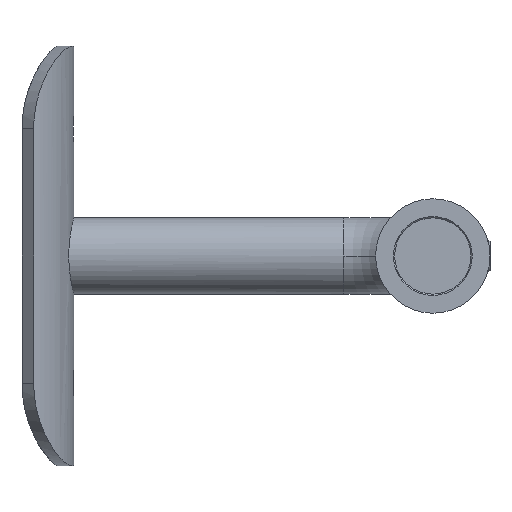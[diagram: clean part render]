
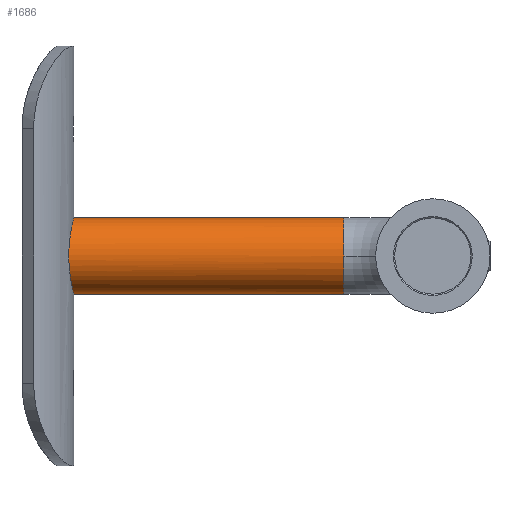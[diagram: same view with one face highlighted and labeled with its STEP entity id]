
A CAD part, left-side view. The second image highlights one B-rep face of the part: STEP entity #1686.
In plain terms, the highlighted cylindrical face has radius 6 mm (diameter 12 mm), a partial arc.
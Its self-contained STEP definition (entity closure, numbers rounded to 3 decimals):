
#18 = DIRECTION ( 'NONE',  ( 0., -1., 0. ) ) ;
#58 = DIRECTION ( 'NONE',  ( 0., 0., -1. ) ) ;
#141 = CARTESIAN_POINT ( 'NONE',  ( 61.308, 57.193, 1.938 ) ) ;
#152 = CARTESIAN_POINT ( 'NONE',  ( 61.078, 57.252, -0.986 ) ) ;
#166 = CARTESIAN_POINT ( 'NONE',  ( 67., 56.5, 6. ) ) ;
#178 = CARTESIAN_POINT ( 'NONE',  ( 63.337, 56.783, -4.768 ) ) ;
#189 = CARTESIAN_POINT ( 'NONE',  ( 61.194, 57.222, -1.562 ) ) ;
#199 = CARTESIAN_POINT ( 'NONE',  ( 64.342, 56.649, -5.383 ) ) ;
#217 = DIRECTION ( 'NONE',  ( 0., 0., -1. ) ) ;
#226 = AXIS2_PLACEMENT_3D ( 'NONE', #1114, #729, #217 ) ;
#232 = CARTESIAN_POINT ( 'NONE',  ( 67., 14., 0. ) ) ;
#315 = DIRECTION ( 'NONE',  ( 0., 1., 0. ) ) ;
#327 = CARTESIAN_POINT ( 'NONE',  ( 66.21, 56.51, 5.961 ) ) ;
#345 = CARTESIAN_POINT ( 'NONE',  ( 63.037, 56.833, 4.509 ) ) ;
#367 = CARTESIAN_POINT ( 'NONE',  ( 61.793, 57.078, 3.006 ) ) ;
#384 = VERTEX_POINT ( 'NONE', #1201 ) ;
#447 = VERTEX_POINT ( 'NONE', #1466 ) ;
#477 = B_SPLINE_CURVE_WITH_KNOTS ( 'NONE', 3,
 ( #534, #1443, #1425, #1817, #750, #916, #199, #735, #890, #178, #1960, #705, #1809, #695, #1616, #1626, #543, #680, #189, #152, #1415, #2112, #868, #1775, #1073, #1970, #141, #1404, #367, #2307, #2101, #1460, #1929, #1950, #345, #907, #1429, #2136, #1225, #1058, #2321, #327, #1591, #166 ),
 .UNSPECIFIED., .F., .F.,
 ( 4, 2, 2, 2, 2, 2, 2, 2, 2, 2, 2, 2, 2, 2, 2, 2, 2, 2, 2, 2, 2, 4 ),
 ( 0.019, 0.02, 0.021, 0.022, 0.022, 0.024, 0.024, 0.025, 0.026, 0.027, 0.028, 0.028, 0.029, 0.031, 0.032, 0.032, 0.033, 0.034, 0.034, 0.035, 0.036, 0.038 ),
 .UNSPECIFIED. ) ;
#534 = CARTESIAN_POINT ( 'NONE',  ( 67., 56.5, -6. ) ) ;
#543 = CARTESIAN_POINT ( 'NONE',  ( 61.612, 57.12, -2.669 ) ) ;
#645 = AXIS2_PLACEMENT_3D ( 'NONE', #232, #18, #58 ) ;
#679 = CARTESIAN_POINT ( 'NONE',  ( 67., 14., 6. ) ) ;
#680 = CARTESIAN_POINT ( 'NONE',  ( 61.308, 57.193, -1.939 ) ) ;
#695 = CARTESIAN_POINT ( 'NONE',  ( 62.238, 56.983, -3.656 ) ) ;
#705 = CARTESIAN_POINT ( 'NONE',  ( 62.621, 56.908, -4.106 ) ) ;
#729 = DIRECTION ( 'NONE',  ( 0., -1., 0. ) ) ;
#735 = CARTESIAN_POINT ( 'NONE',  ( 63.995, 56.691, -5.197 ) ) ;
#750 = CARTESIAN_POINT ( 'NONE',  ( 65.061, 56.577, -5.692 ) ) ;
#765 = ORIENTED_EDGE ( 'NONE', *, *, #1896, .F. ) ;
#867 = DIRECTION ( 'NONE',  ( 0., 1., 0. ) ) ;
#868 = CARTESIAN_POINT ( 'NONE',  ( 61., 57.272, -0.2 ) ) ;
#890 = CARTESIAN_POINT ( 'NONE',  ( 63.825, 56.713, -5.095 ) ) ;
#907 = CARTESIAN_POINT ( 'NONE',  ( 63.339, 56.784, 4.758 ) ) ;
#916 = CARTESIAN_POINT ( 'NONE',  ( 64.519, 56.629, -5.467 ) ) ;
#952 = ORIENTED_EDGE ( 'NONE', *, *, #1162, .F. ) ;
#1015 = LINE ( 'NONE', #1737, #2318 ) ;
#1016 = AXIS2_PLACEMENT_3D ( 'NONE', #1932, #315, #1040 ) ;
#1040 = DIRECTION ( 'NONE',  ( 0., 0., 1. ) ) ;
#1058 = CARTESIAN_POINT ( 'NONE',  ( 65.054, 56.577, 5.689 ) ) ;
#1073 = CARTESIAN_POINT ( 'NONE',  ( 61.039, 57.262, 0.784 ) ) ;
#1114 = CARTESIAN_POINT ( 'NONE',  ( 67., 14., 0. ) ) ;
#1120 = VERTEX_POINT ( 'NONE', #1491 ) ;
#1147 = EDGE_CURVE ( 'NONE', #1546, #384, #1015, .T. ) ;
#1162 = EDGE_CURVE ( 'NONE', #384, #447, #477, .T. ) ;
#1191 = ORIENTED_EDGE ( 'NONE', *, *, #1744, .F. ) ;
#1201 = CARTESIAN_POINT ( 'NONE',  ( 67., 56.5, -6. ) ) ;
#1218 = FACE_OUTER_BOUND ( 'NONE', #2212, .T. ) ;
#1225 = CARTESIAN_POINT ( 'NONE',  ( 64.332, 56.648, 5.388 ) ) ;
#1246 = CIRCLE ( 'NONE', #226, 6. ) ;
#1290 = CARTESIAN_POINT ( 'NONE',  ( 67., 14., -6. ) ) ;
#1320 = ORIENTED_EDGE ( 'NONE', *, *, #1147, .F. ) ;
#1403 = VERTEX_POINT ( 'NONE', #2074 ) ;
#1404 = CARTESIAN_POINT ( 'NONE',  ( 61.608, 57.121, 2.662 ) ) ;
#1415 = CARTESIAN_POINT ( 'NONE',  ( 61.049, 57.259, -0.792 ) ) ;
#1425 = CARTESIAN_POINT ( 'NONE',  ( 66.216, 56.51, -5.962 ) ) ;
#1429 = CARTESIAN_POINT ( 'NONE',  ( 63.498, 56.76, 4.876 ) ) ;
#1435 = CYLINDRICAL_SURFACE ( 'NONE', #1016, 6. ) ;
#1443 = CARTESIAN_POINT ( 'NONE',  ( 66.608, 56.5, -6. ) ) ;
#1460 = CARTESIAN_POINT ( 'NONE',  ( 62.487, 56.933, 3.958 ) ) ;
#1466 = CARTESIAN_POINT ( 'NONE',  ( 67., 56.5, 6. ) ) ;
#1491 = CARTESIAN_POINT ( 'NONE',  ( 61., 14., 0. ) ) ;
#1546 = VERTEX_POINT ( 'NONE', #1290 ) ;
#1555 = DIRECTION ( 'NONE',  ( 0., 1., 0. ) ) ;
#1591 = CARTESIAN_POINT ( 'NONE',  ( 66.602, 56.5, 6. ) ) ;
#1616 = CARTESIAN_POINT ( 'NONE',  ( 62.122, 57.007, -3.499 ) ) ;
#1626 = CARTESIAN_POINT ( 'NONE',  ( 61.797, 57.077, -3.013 ) ) ;
#1679 = ORIENTED_EDGE ( 'NONE', *, *, #1778, .T. ) ;
#1686 = ADVANCED_FACE ( 'NONE', ( #1218 ), #1435, .T. ) ;
#1737 = CARTESIAN_POINT ( 'NONE',  ( 67., 14., -6. ) ) ;
#1744 = EDGE_CURVE ( 'NONE', #1120, #1546, #1246, .T. ) ;
#1775 = CARTESIAN_POINT ( 'NONE',  ( 61., 57.272, 0.394 ) ) ;
#1778 = EDGE_CURVE ( 'NONE', #1403, #447, #2278, .T. ) ;
#1809 = CARTESIAN_POINT ( 'NONE',  ( 62.488, 56.933, -3.96 ) ) ;
#1817 = CARTESIAN_POINT ( 'NONE',  ( 65.436, 56.548, -5.806 ) ) ;
#1888 = CIRCLE ( 'NONE', #645, 6. ) ;
#1896 = EDGE_CURVE ( 'NONE', #1403, #1120, #1888, .T. ) ;
#1929 = CARTESIAN_POINT ( 'NONE',  ( 62.617, 56.908, 4.103 ) ) ;
#1932 = CARTESIAN_POINT ( 'NONE',  ( 67., 14., 0. ) ) ;
#1950 = CARTESIAN_POINT ( 'NONE',  ( 62.893, 56.858, 4.378 ) ) ;
#1960 = CARTESIAN_POINT ( 'NONE',  ( 63.036, 56.832, -4.521 ) ) ;
#1970 = CARTESIAN_POINT ( 'NONE',  ( 61.192, 57.223, 1.555 ) ) ;
#2074 = CARTESIAN_POINT ( 'NONE',  ( 67., 14., 6. ) ) ;
#2101 = CARTESIAN_POINT ( 'NONE',  ( 62.238, 56.983, 3.656 ) ) ;
#2112 = CARTESIAN_POINT ( 'NONE',  ( 61.01, 57.269, -0.399 ) ) ;
#2123 = VECTOR ( 'NONE', #867, 1000. ) ;
#2136 = CARTESIAN_POINT ( 'NONE',  ( 63.988, 56.69, 5.204 ) ) ;
#2212 = EDGE_LOOP ( 'NONE', ( #1320, #1191, #765, #1679, #952 ) ) ;
#2278 = LINE ( 'NONE', #679, #2123 ) ;
#2307 = CARTESIAN_POINT ( 'NONE',  ( 62.12, 57.007, 3.497 ) ) ;
#2318 = VECTOR ( 'NONE', #1555, 1000. ) ;
#2321 = CARTESIAN_POINT ( 'NONE',  ( 65.437, 56.548, 5.806 ) ) ;
